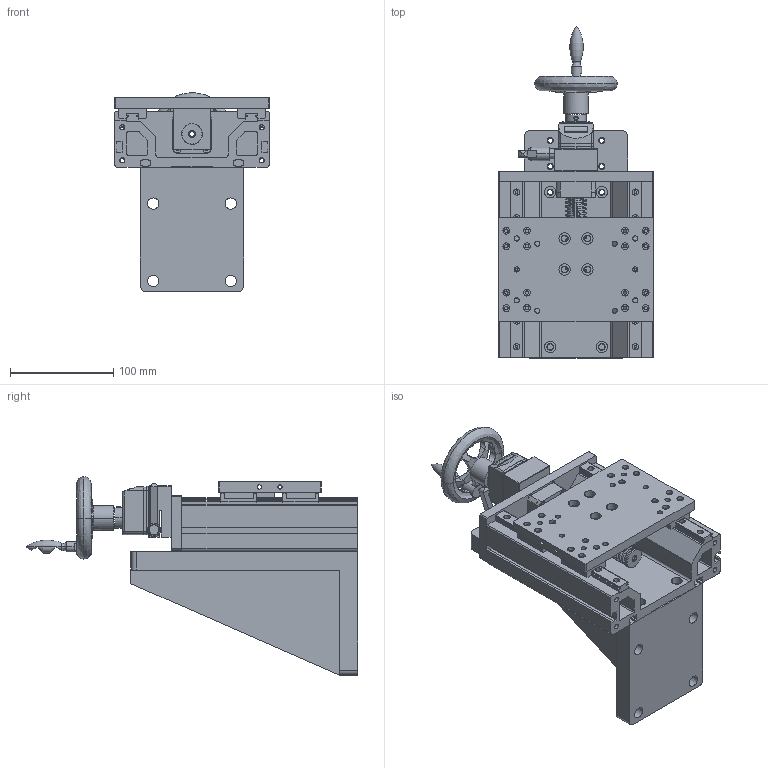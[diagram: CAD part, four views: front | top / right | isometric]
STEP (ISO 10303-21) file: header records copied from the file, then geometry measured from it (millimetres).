
FILE_DESCRIPTION (( 'STEP AP203' ), '1' );
FILE_NAME ('DHQ46-170-C.STEP', '2024-08-31T06:18:31', ( '' ), ( '' ), 'SwSTEP 2.0', 'SolidWorks 2023', '' );
FILE_SCHEMA (( 'CONFIG_CONTROL_DESIGN' ));
Length unit declared in the file: millimetre
Products named in the file (1): DHQ46-170-C
Bounding box: 150 x 321.5 x 192.49 mm (x, y, z)
Surface area: 336794.2 mm2 (no closed solid volume)
Topology: 0 solids, 26 shells, 715 faces, 2680 edges, 1979 vertices
Faces by surface type: cylinder 380, plane 261, cone 47, torus 16, bspline 11
Entity records: 33072 total; most frequent: CARTESIAN_POINT 10941, DIRECTION 4405, ORIENTED_EDGE 4374, EDGE_CURVE 2677, VERTEX_POINT 1979, AXIS2_PLACEMENT_3D 1552, LINE 1301, VECTOR 1301
